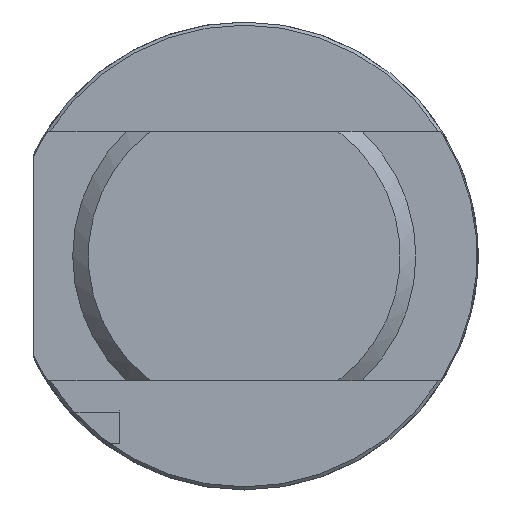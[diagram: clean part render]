
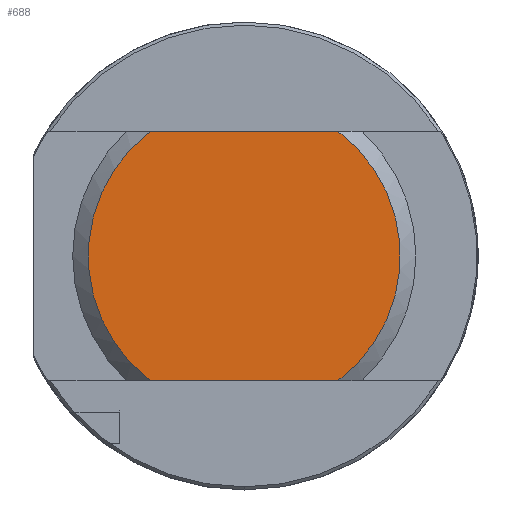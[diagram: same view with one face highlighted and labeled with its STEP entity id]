
A CAD part, left-side view. The second image highlights one B-rep face of the part: STEP entity #688.
In plain terms, the highlighted planar face has unit normal (-1, 0, 0).
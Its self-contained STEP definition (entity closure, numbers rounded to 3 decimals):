
#303 = ORIENTED_EDGE ( 'NONE', *, *, #3052, .F. ) ;
#304 = ORIENTED_EDGE ( 'NONE', *, *, #3152, .T. ) ;
#305 = ORIENTED_EDGE ( 'NONE', *, *, #2957, .F. ) ;
#306 = ORIENTED_EDGE ( 'NONE', *, *, #2954, .T. ) ;
#688 = ADVANCED_FACE ( 'NONE', ( #1699 ), #4243, .F. ) ;
#982 = EDGE_LOOP ( 'NONE', ( #306, #305, #304, #303 ) ) ;
#1460 = LINE ( 'NONE', #4505, #1650 ) ;
#1495 = CIRCLE ( 'NONE', #3477, 10. ) ;
#1524 = LINE ( 'NONE', #4553, #1717 ) ;
#1650 = VECTOR ( 'NONE', #4512, 1000. ) ;
#1699 = FACE_OUTER_BOUND ( 'NONE', #982, .T. ) ;
#1717 = VECTOR ( 'NONE', #4557, 1000. ) ;
#1821 = CARTESIAN_POINT ( 'NONE',  ( 0., 0., 0. ) ) ;
#1828 = DIRECTION ( 'NONE',  ( -1., 0., 0. ) ) ;
#1829 = DIRECTION ( 'NONE',  ( 0., 0., -1. ) ) ;
#2155 = CARTESIAN_POINT ( 'NONE',  ( 0., 6., -8. ) ) ;
#2162 = CARTESIAN_POINT ( 'NONE',  ( 0., -6., -8. ) ) ;
#2164 = CARTESIAN_POINT ( 'NONE',  ( 0., -6., 8. ) ) ;
#2348 = CARTESIAN_POINT ( 'NONE',  ( 0., 6., 8. ) ) ;
#2954 = EDGE_CURVE ( 'NONE', #3769, #3573, #1495, .T. ) ;
#2957 = EDGE_CURVE ( 'NONE', #3581, #3573, #1460, .T. ) ;
#3052 = EDGE_CURVE ( 'NONE', #3769, #3583, #1524, .T. ) ;
#3152 = EDGE_CURVE ( 'NONE', #3581, #3583, #4627, .T. ) ;
#3368 = AXIS2_PLACEMENT_3D ( 'NONE', #4273, #4274, #4275 ) ;
#3477 = AXIS2_PLACEMENT_3D ( 'NONE', #4500, #4503, #4504 ) ;
#3484 = AXIS2_PLACEMENT_3D ( 'NONE', #1821, #1828, #1829 ) ;
#3573 = VERTEX_POINT ( 'NONE', #2155 ) ;
#3581 = VERTEX_POINT ( 'NONE', #2162 ) ;
#3583 = VERTEX_POINT ( 'NONE', #2164 ) ;
#3769 = VERTEX_POINT ( 'NONE', #2348 ) ;
#4243 = PLANE ( 'NONE',  #3368 ) ;
#4273 = CARTESIAN_POINT ( 'NONE',  ( 0., 0., 0. ) ) ;
#4274 = DIRECTION ( 'NONE',  ( 1., 0., 0. ) ) ;
#4275 = DIRECTION ( 'NONE',  ( 0., 0., -1. ) ) ;
#4500 = CARTESIAN_POINT ( 'NONE',  ( 0., 0., 0. ) ) ;
#4503 = DIRECTION ( 'NONE',  ( -1., 0., 0. ) ) ;
#4504 = DIRECTION ( 'NONE',  ( 0., 0., -1. ) ) ;
#4505 = CARTESIAN_POINT ( 'NONE',  ( 0., 12.75, -8. ) ) ;
#4512 = DIRECTION ( 'NONE',  ( 0., 1., 0. ) ) ;
#4553 = CARTESIAN_POINT ( 'NONE',  ( 0., 12.75, 8. ) ) ;
#4557 = DIRECTION ( 'NONE',  ( 0., -1., 0. ) ) ;
#4627 = CIRCLE ( 'NONE', #3484, 10. ) ;
